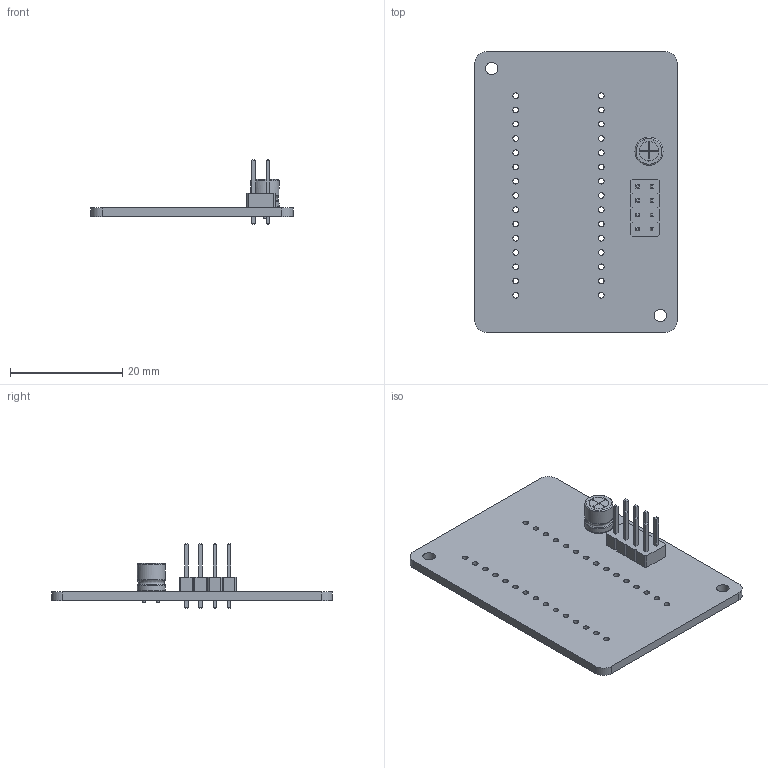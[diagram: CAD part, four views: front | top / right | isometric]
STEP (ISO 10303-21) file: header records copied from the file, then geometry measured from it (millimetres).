
FILE_DESCRIPTION(('KiCad electronic assembly'),'2;1');
FILE_NAME('CarteRecepteur.step','2021-09-09T16:40:14',('An Author'),( 'A Company'),'Open CASCADE STEP processor 6.9', 'KiCad to STEP converter','Unknown');
FILE_SCHEMA(('AUTOMOTIVE_DESIGN { 1 0 10303 214 1 1 1 1 }'));
Length unit declared in the file: millimetre
Products named in the file (6): Open CASCADE STEP translator 6.9 1; CP_Radial_D5.0mm_P2.50mm; SOLID; PinHeader_2x04_P2.54mm_Vertical; COMPOUND
Assembly tree (5 placements, depth 3):
  Open CASCADE STEP translator 6.9 1
    CP_Radial_D5.0mm_P2.50mm
      SOLID
    PinHeader_2x04_P2.54mm_Vertical
      SOLID
    COMPOUND
Bounding box: 36 x 50 x 11.54 mm (x, y, z)
Volume: 3064.8 mm3; surface area: 4515.9 mm2
Topology: 3 solids, 4 shells, 273 faces, 663 edges, 416 vertices
Faces by surface type: plane 201, cylinder 59, bspline 6, revolution 5, torus 2
Full cylindrical faces by diameter (mm): 0.5 x2, 0.8 x2, 1 x38, 2.2 x2
Entity records: 19417 total; most frequent: CARTESIAN_POINT 3949, DIRECTION 2606, LINE 1671, VECTOR 1671, ORIENTED_EDGE 1326, PCURVE 1326, DEFINITIONAL_REPRESENTATION 1326, EDGE_CURVE 663
